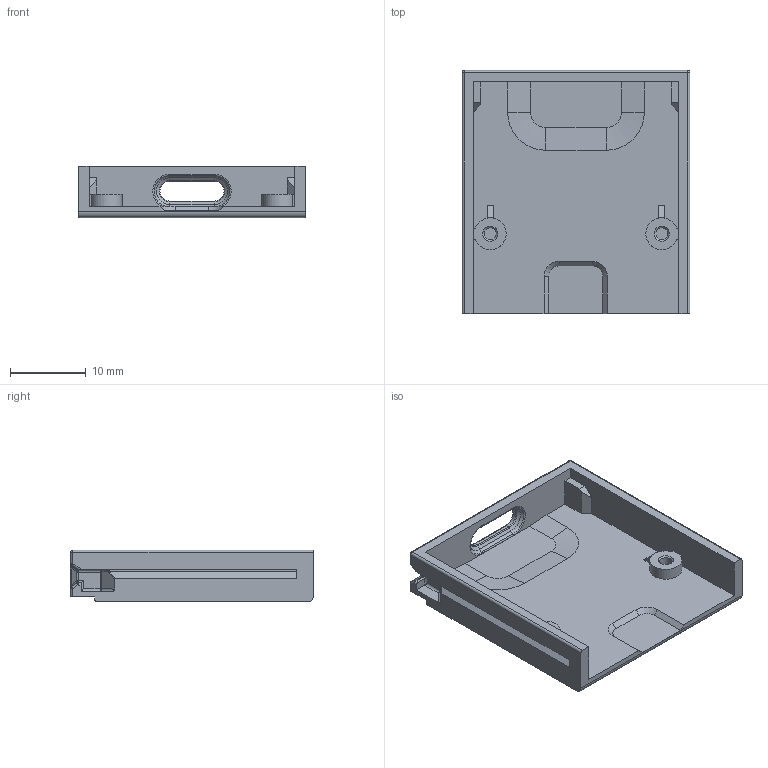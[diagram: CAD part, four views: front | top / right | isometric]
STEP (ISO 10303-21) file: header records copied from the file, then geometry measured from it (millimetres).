
FILE_DESCRIPTION(/* description */ ('STEP AP242','CAx-IF Rec.Pracs.---Representation and Presentation of Product Manufacturing Information (PMI)---4.0---2014-10-13','CAx-IF Rec.Pracs.---3D Tessellated Geometry---0.4---2014-09-14','2;1'),/* implementation_level */ '2;1');
FILE_NAME(/* name */ '6546c1893999bf1705d71754',/* time_stamp */ '2023-11-04T22:11:21Z',/* author */ (''),/* organization */ (''),/* preprocessor_version */ 'ST-DEVELOPER v19.4',/* originating_system */ ' ',/* authorisation */ ' ');
FILE_SCHEMA (('AP242_MANAGED_MODEL_BASED_3D_ENGINEERING_MIM_LF { 1 0 10303 442 1 1 4 }'));
Length unit declared in the file: metre
Products named in the file (1): Enclosure-bottom
Bounding box: 30 x 32 x 6.8 mm (x, y, z)
Volume: 1968.6 mm3; surface area: 3177.4 mm2
Topology: 1 solids, 1 shells, 181 faces, 459 edges, 270 vertices
Faces by surface type: plane 70, cylinder 65, bspline 18, sphere 12, torus 8, cone 8
Full cylindrical faces by diameter (mm): 1.6 x2
Entity records: 6004 total; most frequent: CARTESIAN_POINT 1809, ORIENTED_EDGE 878, DIRECTION 863, EDGE_CURVE 439, AXIS2_PLACEMENT_3D 301, VERTEX_POINT 266, LINE 261, VECTOR 261
